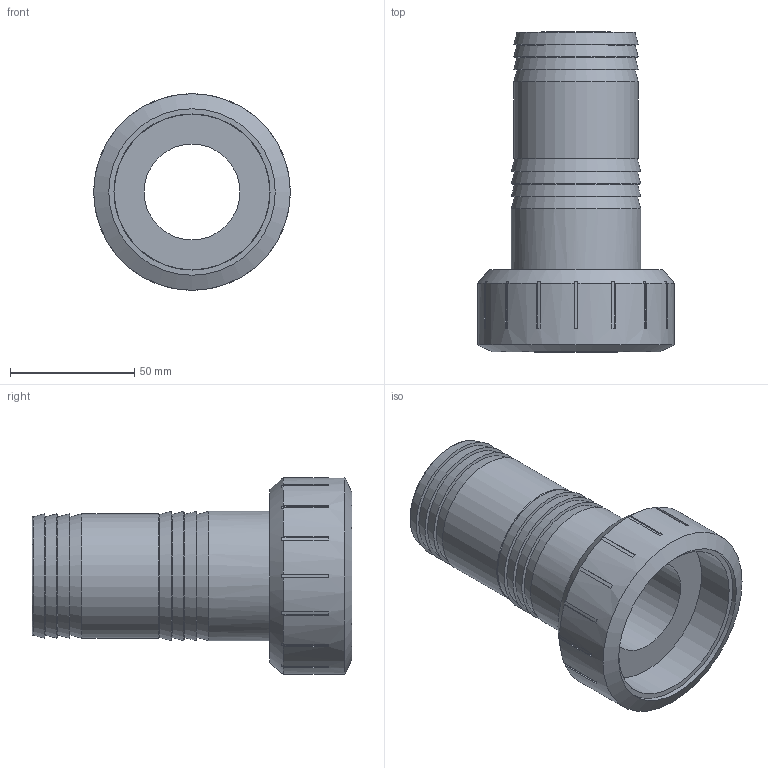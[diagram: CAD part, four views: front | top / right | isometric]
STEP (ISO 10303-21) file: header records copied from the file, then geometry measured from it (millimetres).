
FILE_DESCRIPTION(/* description */ (''),/* implementation_level */ '2;1');
FILE_NAME(/* name */ 'ADV214050052.iam.stp',/* time_stamp */ '2013-10-01T14:58:26+02:00',/* author */ ('bfaro'),/* organization */ (''),/* preprocessor_version */ 'ST-DEVELOPER v15.2',/* originating_system */ 'Autodesk Inventor 2014',/* authorisation */ '');
FILE_SCHEMA (('AUTOMOTIVE_DESIGN { 1 0 10303 214 3 1 1 }'));
Length unit declared in the file: millimetre
Products named in the file (3): 101637_1; 101729; ADV214050052
Bounding box: 79 x 128.5 x 79 mm (x, y, z)
Volume: 158013.3 mm3; surface area: 53973.3 mm2
Topology: 2 solids, 2 shells, 117 faces, 312 edges, 202 vertices
Faces by surface type: plane 63, cylinder 28, cone 20, torus 6
Full cylindrical faces by diameter (mm): 38.5 x1, 50 x1, 52 x1, 59.1 x1, 62.5 x1, 62.752 x1, 66.9 x1, 79 x1
Entity records: 3584 total; most frequent: CARTESIAN_POINT 756, DIRECTION 594, ORIENTED_EDGE 566, EDGE_CURVE 283, AXIS2_PLACEMENT_3D 237, VERTEX_POINT 199, EDGE_LOOP 150, LINE 120
